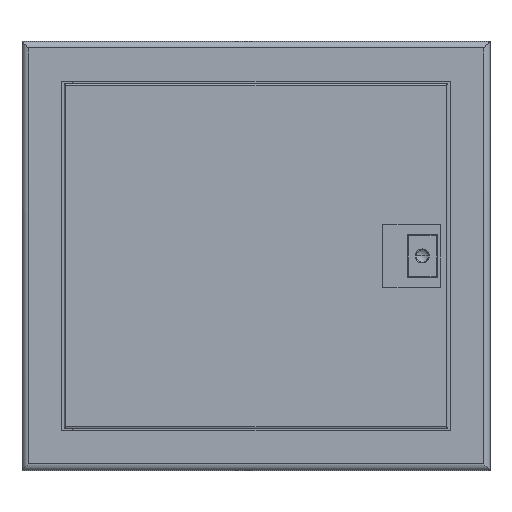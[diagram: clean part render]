
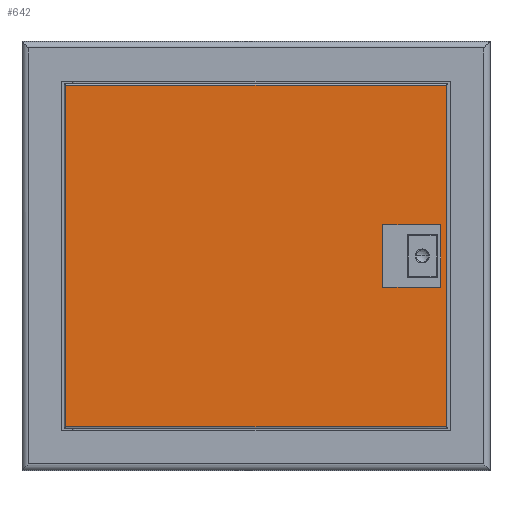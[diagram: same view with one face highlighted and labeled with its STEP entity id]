
A CAD part, top view. The second image highlights one B-rep face of the part: STEP entity #642.
In plain terms, the highlighted planar face has unit normal (0, 0, 1).
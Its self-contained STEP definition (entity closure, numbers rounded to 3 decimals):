
#4 = EDGE_LOOP ( 'NONE', ( #254, #1098, #8267, #1605 ) ) ;
#254 = ORIENTED_EDGE ( 'NONE', *, *, #4801, .T. ) ;
#270 = EDGE_CURVE ( 'NONE', #7162, #3935, #3637, .T. ) ;
#374 = VERTEX_POINT ( 'NONE', #8230 ) ;
#422 = CARTESIAN_POINT ( 'NONE',  ( 97.5, 24.15, 5.5 ) ) ;
#591 = EDGE_CURVE ( 'NONE', #1025, #7162, #4374, .T. ) ;
#642 = ADVANCED_FACE ( 'NONE', ( #3964, #904 ), #4189, .T. ) ;
#706 = LINE ( 'NONE', #8410, #3978 ) ;
#904 = FACE_BOUND ( 'NONE', #8175, .T. ) ;
#940 = DIRECTION ( 'NONE',  ( 0., 0., 1. ) ) ;
#1025 = VERTEX_POINT ( 'NONE', #5157 ) ;
#1098 = ORIENTED_EDGE ( 'NONE', *, *, #4459, .T. ) ;
#1605 = ORIENTED_EDGE ( 'NONE', *, *, #270, .T. ) ;
#1691 = CARTESIAN_POINT ( 'NONE',  ( 146.5, -131.5, 5.5 ) ) ;
#2055 = LINE ( 'NONE', #4610, #7131 ) ;
#2180 = DIRECTION ( 'NONE',  ( 0., -1., 0. ) ) ;
#2476 = CARTESIAN_POINT ( 'NONE',  ( -146.5, -131.5, 5.5 ) ) ;
#2645 = DIRECTION ( 'NONE',  ( 0., -1., 0. ) ) ;
#2831 = VERTEX_POINT ( 'NONE', #6747 ) ;
#2864 = LINE ( 'NONE', #4022, #4416 ) ;
#2904 = AXIS2_PLACEMENT_3D ( 'NONE', #4842, #940, #5551 ) ;
#2979 = CARTESIAN_POINT ( 'NONE',  ( 0., -131.5, 5.5 ) ) ;
#3482 = ORIENTED_EDGE ( 'NONE', *, *, #8070, .F. ) ;
#3490 = EDGE_CURVE ( 'NONE', #374, #8085, #3927, .T. ) ;
#3637 = LINE ( 'NONE', #2979, #6978 ) ;
#3923 = LINE ( 'NONE', #7304, #4137 ) ;
#3927 = LINE ( 'NONE', #5614, #7049 ) ;
#3935 = VERTEX_POINT ( 'NONE', #1691 ) ;
#3964 = FACE_OUTER_BOUND ( 'NONE', #4, .T. ) ;
#3978 = VECTOR ( 'NONE', #5797, 1000. ) ;
#4022 = CARTESIAN_POINT ( 'NONE',  ( 146.5, 0., 5.5 ) ) ;
#4137 = VECTOR ( 'NONE', #2645, 1000. ) ;
#4189 = PLANE ( 'NONE',  #2904 ) ;
#4209 = VERTEX_POINT ( 'NONE', #422 ) ;
#4252 = EDGE_CURVE ( 'NONE', #8085, #4209, #7459, .T. ) ;
#4374 = LINE ( 'NONE', #5504, #6167 ) ;
#4416 = VECTOR ( 'NONE', #6712, 1000. ) ;
#4459 = EDGE_CURVE ( 'NONE', #2831, #1025, #2055, .T. ) ;
#4610 = CARTESIAN_POINT ( 'NONE',  ( 0., 131.5, 5.5 ) ) ;
#4801 = EDGE_CURVE ( 'NONE', #3935, #2831, #2864, .T. ) ;
#4842 = CARTESIAN_POINT ( 'NONE',  ( 0., 0., 5.5 ) ) ;
#4971 = ORIENTED_EDGE ( 'NONE', *, *, #5508, .F. ) ;
#5088 = DIRECTION ( 'NONE',  ( -1., 0., 0. ) ) ;
#5139 = CARTESIAN_POINT ( 'NONE',  ( 142.1, 24.15, 5.5 ) ) ;
#5157 = CARTESIAN_POINT ( 'NONE',  ( -146.5, 131.5, 5.5 ) ) ;
#5272 = ORIENTED_EDGE ( 'NONE', *, *, #3490, .F. ) ;
#5348 = ORIENTED_EDGE ( 'NONE', *, *, #4252, .F. ) ;
#5498 = VECTOR ( 'NONE', #5088, 1000. ) ;
#5504 = CARTESIAN_POINT ( 'NONE',  ( -146.5, 0., 5.5 ) ) ;
#5508 = EDGE_CURVE ( 'NONE', #4209, #6577, #3923, .T. ) ;
#5551 = DIRECTION ( 'NONE',  ( 1., 0., 0. ) ) ;
#5614 = CARTESIAN_POINT ( 'NONE',  ( 142.1, 24.15, 5.5 ) ) ;
#5797 = DIRECTION ( 'NONE',  ( 1., 0., 0. ) ) ;
#6167 = VECTOR ( 'NONE', #2180, 1000. ) ;
#6235 = CARTESIAN_POINT ( 'NONE',  ( 97.5, -24.15, 5.5 ) ) ;
#6577 = VERTEX_POINT ( 'NONE', #6235 ) ;
#6631 = DIRECTION ( 'NONE',  ( -1., 0., 0. ) ) ;
#6712 = DIRECTION ( 'NONE',  ( 0., 1., 0. ) ) ;
#6747 = CARTESIAN_POINT ( 'NONE',  ( 146.5, 131.5, 5.5 ) ) ;
#6936 = DIRECTION ( 'NONE',  ( 0., 1., 0. ) ) ;
#6978 = VECTOR ( 'NONE', #7628, 1000. ) ;
#7049 = VECTOR ( 'NONE', #6936, 1000. ) ;
#7131 = VECTOR ( 'NONE', #6631, 1000. ) ;
#7162 = VERTEX_POINT ( 'NONE', #2476 ) ;
#7304 = CARTESIAN_POINT ( 'NONE',  ( 97.5, 24.15, 5.5 ) ) ;
#7459 = LINE ( 'NONE', #7723, #5498 ) ;
#7628 = DIRECTION ( 'NONE',  ( 1., 0., 0. ) ) ;
#7723 = CARTESIAN_POINT ( 'NONE',  ( 97.5, 24.15, 5.5 ) ) ;
#8070 = EDGE_CURVE ( 'NONE', #6577, #374, #706, .T. ) ;
#8085 = VERTEX_POINT ( 'NONE', #5139 ) ;
#8175 = EDGE_LOOP ( 'NONE', ( #3482, #4971, #5348, #5272 ) ) ;
#8230 = CARTESIAN_POINT ( 'NONE',  ( 142.1, -24.15, 5.5 ) ) ;
#8267 = ORIENTED_EDGE ( 'NONE', *, *, #591, .T. ) ;
#8410 = CARTESIAN_POINT ( 'NONE',  ( 97.5, -24.15, 5.5 ) ) ;
